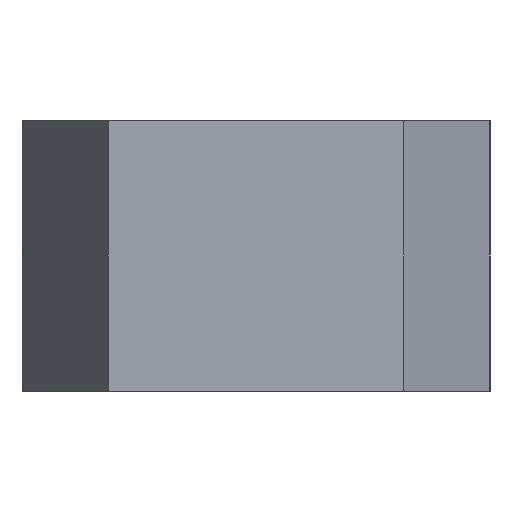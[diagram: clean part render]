
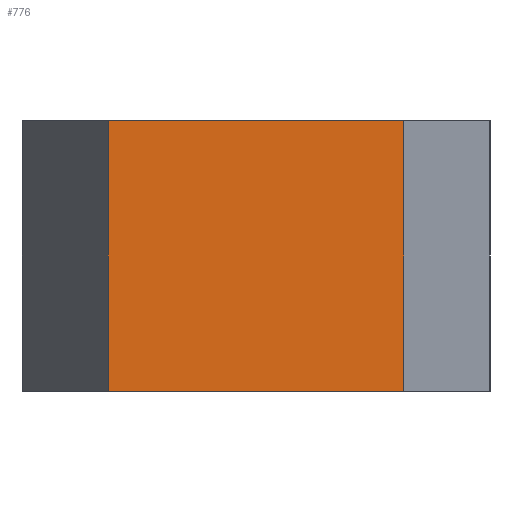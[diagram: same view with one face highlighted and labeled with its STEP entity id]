
A CAD part, left-side view. The second image highlights one B-rep face of the part: STEP entity #776.
In plain terms, the highlighted planar face has unit normal (-1, 0, 0).
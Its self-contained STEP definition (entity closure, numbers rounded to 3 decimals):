
#59 = VECTOR ( 'NONE', #471, 1000. ) ;
#63 = VECTOR ( 'NONE', #579, 1000. ) ;
#70 = VERTEX_POINT ( 'NONE', #653 ) ;
#74 = AXIS2_PLACEMENT_3D ( 'NONE', #669, #728, #335 ) ;
#79 = LINE ( 'NONE', #374, #63 ) ;
#104 = ORIENTED_EDGE ( 'NONE', *, *, #846, .F. ) ;
#106 = EDGE_CURVE ( 'NONE', #70, #868, #177, .T. ) ;
#177 = LINE ( 'NONE', #587, #59 ) ;
#178 = PLANE ( 'NONE',  #74 ) ;
#193 = VECTOR ( 'NONE', #553, 1000. ) ;
#256 = LINE ( 'NONE', #363, #193 ) ;
#301 = CARTESIAN_POINT ( 'NONE',  ( -80., -12., 22. ) ) ;
#335 = DIRECTION ( 'NONE',  ( 0., 0., -1. ) ) ;
#363 = CARTESIAN_POINT ( 'NONE',  ( -80., -12., 22. ) ) ;
#374 = CARTESIAN_POINT ( 'NONE',  ( -80., -12., 22. ) ) ;
#471 = DIRECTION ( 'NONE',  ( 0., 0., -1. ) ) ;
#486 = ORIENTED_EDGE ( 'NONE', *, *, #106, .T. ) ;
#530 = FACE_OUTER_BOUND ( 'NONE', #787, .T. ) ;
#553 = DIRECTION ( 'NONE',  ( 0., -1., 0. ) ) ;
#579 = DIRECTION ( 'NONE',  ( 0., 0., -1. ) ) ;
#587 = CARTESIAN_POINT ( 'NONE',  ( -80., 12., 22. ) ) ;
#599 = CARTESIAN_POINT ( 'NONE',  ( -80., -12., 0. ) ) ;
#632 = EDGE_CURVE ( 'NONE', #633, #657, #79, .T. ) ;
#633 = VERTEX_POINT ( 'NONE', #301 ) ;
#653 = CARTESIAN_POINT ( 'NONE',  ( -80., 12., 22. ) ) ;
#657 = VERTEX_POINT ( 'NONE', #843 ) ;
#661 = DIRECTION ( 'NONE',  ( 0., -1., 0. ) ) ;
#669 = CARTESIAN_POINT ( 'NONE',  ( -80., -12., 22. ) ) ;
#674 = CARTESIAN_POINT ( 'NONE',  ( -80., 12., 0. ) ) ;
#681 = VECTOR ( 'NONE', #661, 1000. ) ;
#728 = DIRECTION ( 'NONE',  ( 1., 0., 0. ) ) ;
#733 = LINE ( 'NONE', #599, #681 ) ;
#736 = ORIENTED_EDGE ( 'NONE', *, *, #756, .T. ) ;
#756 = EDGE_CURVE ( 'NONE', #868, #657, #733, .T. ) ;
#776 = ADVANCED_FACE ( 'NONE', ( #530 ), #178, .F. ) ;
#787 = EDGE_LOOP ( 'NONE', ( #736, #873, #104, #486 ) ) ;
#843 = CARTESIAN_POINT ( 'NONE',  ( -80., -12., 0. ) ) ;
#846 = EDGE_CURVE ( 'NONE', #70, #633, #256, .T. ) ;
#868 = VERTEX_POINT ( 'NONE', #674 ) ;
#873 = ORIENTED_EDGE ( 'NONE', *, *, #632, .F. ) ;
